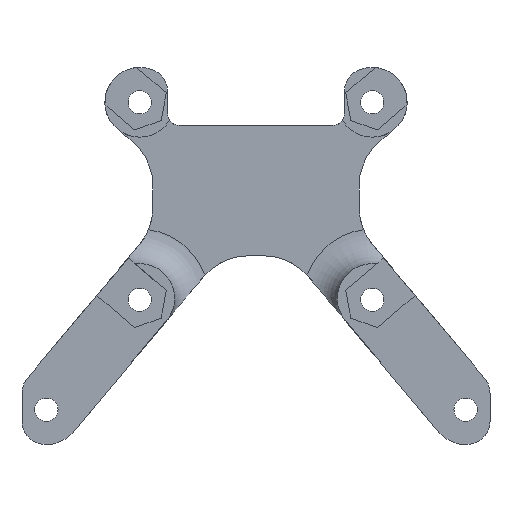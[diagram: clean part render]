
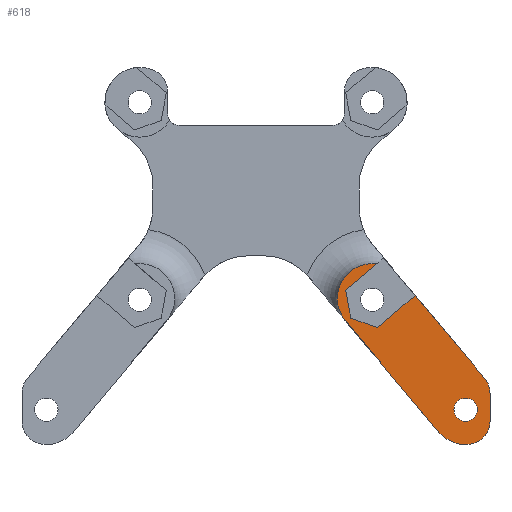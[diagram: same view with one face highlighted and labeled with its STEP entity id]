
A CAD part, front view. The second image highlights one B-rep face of the part: STEP entity #618.
In plain terms, the highlighted planar face has unit normal (0, -1, 0).
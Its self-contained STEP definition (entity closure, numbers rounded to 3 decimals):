
#8 = CARTESIAN_POINT ( 'NONE',  ( -36.06, 0., 0. ) ) ;
#26 = EDGE_CURVE ( 'NONE', #1174, #406, #2898, .T. ) ;
#29 = VERTEX_POINT ( 'NONE', #2284 ) ;
#44 = VECTOR ( 'NONE', #300, 1000. ) ;
#62 = CARTESIAN_POINT ( 'NONE',  ( 0., 0., 0. ) ) ;
#81 = CARTESIAN_POINT ( 'NONE',  ( 0., 0., 1. ) ) ;
#268 = FACE_OUTER_BOUND ( 'NONE', #1399, .T. ) ;
#282 = CIRCLE ( 'NONE', #2155, 1. ) ;
#300 = DIRECTION ( 'NONE',  ( 0.942, 0., -0.336 ) ) ;
#309 = DIRECTION ( 'NONE',  ( 0., 0., -1. ) ) ;
#365 = EDGE_CURVE ( 'NONE', #2553, #1130, #2164, .T. ) ;
#382 = EDGE_CURVE ( 'NONE', #2405, #2871, #730, .T. ) ;
#384 = AXIS2_PLACEMENT_3D ( 'NONE', #2188, #2654, #1493 ) ;
#393 = DIRECTION ( 'NONE',  ( 0.643, 0., -0.766 ) ) ;
#402 = DIRECTION ( 'NONE',  ( 0., 0., -1. ) ) ;
#406 = VERTEX_POINT ( 'NONE', #2642 ) ;
#431 = VECTOR ( 'NONE', #393, 1000. ) ;
#451 = EDGE_CURVE ( 'NONE', #2515, #2553, #3058, .T. ) ;
#534 = AXIS2_PLACEMENT_3D ( 'NONE', #2624, #1418, #1892 ) ;
#598 = ORIENTED_EDGE ( 'NONE', *, *, #365, .F. ) ;
#618 = ADVANCED_FACE ( 'NONE', ( #268, #1201 ), #2102, .T. ) ;
#631 = LINE ( 'NONE', #1110, #1036 ) ;
#667 = DIRECTION ( 'NONE',  ( 0., 0., 1. ) ) ;
#730 = CIRCLE ( 'NONE', #1951, 2. ) ;
#748 = ORIENTED_EDGE ( 'NONE', *, *, #1578, .T. ) ;
#757 = CARTESIAN_POINT ( 'NONE',  ( 0., 0., -1. ) ) ;
#826 = LINE ( 'NONE', #1751, #1123 ) ;
#828 = ORIENTED_EDGE ( 'NONE', *, *, #2694, .F. ) ;
#864 = CARTESIAN_POINT ( 'NONE',  ( 0.3, 0., -2.985 ) ) ;
#889 = ORIENTED_EDGE ( 'NONE', *, *, #1830, .T. ) ;
#951 = CARTESIAN_POINT ( 'NONE',  ( -10.314, 0., 10.265 ) ) ;
#992 = DIRECTION ( 'NONE',  ( 0., 0., -1. ) ) ;
#996 = DIRECTION ( 'NONE',  ( 0.18, 0., -0.984 ) ) ;
#1024 = AXIS2_PLACEMENT_3D ( 'NONE', #8, #2135, #1649 ) ;
#1036 = VECTOR ( 'NONE', #2248, 1000. ) ;
#1050 = DIRECTION ( 'NONE',  ( -0.643, 0., 0.766 ) ) ;
#1064 = ORIENTED_EDGE ( 'NONE', *, *, #451, .F. ) ;
#1110 = CARTESIAN_POINT ( 'NONE',  ( -4.335, 0., 9.834 ) ) ;
#1123 = VECTOR ( 'NONE', #2699, 1000. ) ;
#1130 = VERTEX_POINT ( 'NONE', #2018 ) ;
#1134 = CARTESIAN_POINT ( 'NONE',  ( 0., 0., 0. ) ) ;
#1139 = ORIENTED_EDGE ( 'NONE', *, *, #1697, .F. ) ;
#1155 = LINE ( 'NONE', #1619, #431 ) ;
#1159 = CARTESIAN_POINT ( 'NONE',  ( -7.594, 0., 7.065 ) ) ;
#1174 = VERTEX_POINT ( 'NONE', #864 ) ;
#1201 = FACE_BOUND ( 'NONE', #2584, .T. ) ;
#1215 = DIRECTION ( 'NONE',  ( 0., 1., 0. ) ) ;
#1243 = CARTESIAN_POINT ( 'NONE',  ( 0.1, 0., 1.437 ) ) ;
#1313 = EDGE_CURVE ( 'NONE', #2585, #2626, #282, .T. ) ;
#1333 = VERTEX_POINT ( 'NONE', #1159 ) ;
#1399 = EDGE_LOOP ( 'NONE', ( #1064, #1622, #2979, #2058, #2214, #2731, #748, #2714, #1139, #828, #1431, #598 ) ) ;
#1418 = DIRECTION ( 'NONE',  ( 0., 1., 0. ) ) ;
#1431 = ORIENTED_EDGE ( 'NONE', *, *, #2345, .F. ) ;
#1493 = DIRECTION ( 'NONE',  ( 0., 0., 1. ) ) ;
#1516 = CARTESIAN_POINT ( 'NONE',  ( 2.1, 0., 1.437 ) ) ;
#1523 = CIRCLE ( 'NONE', #2957, 3. ) ;
#1527 = CARTESIAN_POINT ( 'NONE',  ( -4.335, 0., 9.834 ) ) ;
#1529 = DIRECTION ( 'NONE',  ( 0., -1., 0. ) ) ;
#1578 = EDGE_CURVE ( 'NONE', #406, #2405, #826, .T. ) ;
#1581 = DIRECTION ( 'NONE',  ( 0., -1., 0. ) ) ;
#1589 = DIRECTION ( 'NONE',  ( -0.762, 0., -0.648 ) ) ;
#1618 = VECTOR ( 'NONE', #1050, 1000. ) ;
#1619 = CARTESIAN_POINT ( 'NONE',  ( -9.161, 0., 15.585 ) ) ;
#1622 = ORIENTED_EDGE ( 'NONE', *, *, #2972, .F. ) ;
#1649 = DIRECTION ( 'NONE',  ( 0., 0., -1. ) ) ;
#1697 = EDGE_CURVE ( 'NONE', #2702, #2871, #1155, .T. ) ;
#1751 = CARTESIAN_POINT ( 'NONE',  ( 2.1, 0., -4.328 ) ) ;
#1756 = DIRECTION ( 'NONE',  ( 0., 0., -1. ) ) ;
#1830 = EDGE_CURVE ( 'NONE', #2626, #2585, #2605, .T. ) ;
#1892 = DIRECTION ( 'NONE',  ( 0., 0., 1. ) ) ;
#1933 = CARTESIAN_POINT ( 'NONE',  ( -10.328, 0., 7.641 ) ) ;
#1951 = AXIS2_PLACEMENT_3D ( 'NONE', #1243, #1529, #1756 ) ;
#1956 = EDGE_CURVE ( 'NONE', #2876, #3047, #2961, .T. ) ;
#2013 = CIRCLE ( 'NONE', #384, 3. ) ;
#2018 = CARTESIAN_POINT ( 'NONE',  ( -9.878, 0., 7.88 ) ) ;
#2046 = DIRECTION ( 'NONE',  ( 0., 1., 0. ) ) ;
#2057 = CIRCLE ( 'NONE', #2912, 3. ) ;
#2058 = ORIENTED_EDGE ( 'NONE', *, *, #3052, .F. ) ;
#2075 = CARTESIAN_POINT ( 'NONE',  ( -7.633, 0., 12.543 ) ) ;
#2088 = AXIS2_PLACEMENT_3D ( 'NONE', #2098, #1581, #402 ) ;
#2090 = CARTESIAN_POINT ( 'NONE',  ( -10.314, 0., 10.265 ) ) ;
#2091 = CARTESIAN_POINT ( 'NONE',  ( -9.878, 0., 7.88 ) ) ;
#2098 = CARTESIAN_POINT ( 'NONE',  ( 0.1, 0., -0.995 ) ) ;
#2102 = PLANE ( 'NONE',  #1024 ) ;
#2135 = DIRECTION ( 'NONE',  ( 0., -1., 0. ) ) ;
#2149 = VECTOR ( 'NONE', #1589, 1000. ) ;
#2155 = AXIS2_PLACEMENT_3D ( 'NONE', #1134, #2046, #667 ) ;
#2164 = LINE ( 'NONE', #2091, #2437 ) ;
#2188 = CARTESIAN_POINT ( 'NONE',  ( -8.03, 0., 9.57 ) ) ;
#2207 = DIRECTION ( 'NONE',  ( 0., 1., 0. ) ) ;
#2213 = LINE ( 'NONE', #2991, #44 ) ;
#2214 = ORIENTED_EDGE ( 'NONE', *, *, #2672, .F. ) ;
#2248 = DIRECTION ( 'NONE',  ( 0.762, 0., 0.648 ) ) ;
#2284 = CARTESIAN_POINT ( 'NONE',  ( 0., 0., -3. ) ) ;
#2345 = EDGE_CURVE ( 'NONE', #1130, #1333, #2213, .T. ) ;
#2397 = ORIENTED_EDGE ( 'NONE', *, *, #1313, .T. ) ;
#2405 = VERTEX_POINT ( 'NONE', #1516 ) ;
#2419 = CARTESIAN_POINT ( 'NONE',  ( 0., 0., 0. ) ) ;
#2427 = CARTESIAN_POINT ( 'NONE',  ( -2.298, 0., -1.928 ) ) ;
#2437 = VECTOR ( 'NONE', #996, 1000. ) ;
#2515 = VERTEX_POINT ( 'NONE', #2075 ) ;
#2521 = CARTESIAN_POINT ( 'NONE',  ( 1.632, 0., 2.722 ) ) ;
#2553 = VERTEX_POINT ( 'NONE', #2090 ) ;
#2584 = EDGE_LOOP ( 'NONE', ( #2397, #889 ) ) ;
#2585 = VERTEX_POINT ( 'NONE', #757 ) ;
#2605 = CIRCLE ( 'NONE', #534, 1. ) ;
#2624 = CARTESIAN_POINT ( 'NONE',  ( 0., 0., 0. ) ) ;
#2626 = VERTEX_POINT ( 'NONE', #81 ) ;
#2642 = CARTESIAN_POINT ( 'NONE',  ( 2.1, 0., -0.995 ) ) ;
#2654 = DIRECTION ( 'NONE',  ( 0., 1., 0. ) ) ;
#2672 = EDGE_CURVE ( 'NONE', #1174, #29, #2057, .T. ) ;
#2694 = EDGE_CURVE ( 'NONE', #1333, #2702, #631, .T. ) ;
#2699 = DIRECTION ( 'NONE',  ( 0., 0., 1. ) ) ;
#2702 = VERTEX_POINT ( 'NONE', #1527 ) ;
#2714 = ORIENTED_EDGE ( 'NONE', *, *, #382, .T. ) ;
#2731 = ORIENTED_EDGE ( 'NONE', *, *, #26, .T. ) ;
#2871 = VERTEX_POINT ( 'NONE', #2521 ) ;
#2876 = VERTEX_POINT ( 'NONE', #2986 ) ;
#2898 = CIRCLE ( 'NONE', #2088, 2. ) ;
#2912 = AXIS2_PLACEMENT_3D ( 'NONE', #2419, #2207, #309 ) ;
#2957 = AXIS2_PLACEMENT_3D ( 'NONE', #62, #1215, #992 ) ;
#2961 = LINE ( 'NONE', #2427, #1618 ) ;
#2972 = EDGE_CURVE ( 'NONE', #3047, #2515, #2013, .T. ) ;
#2979 = ORIENTED_EDGE ( 'NONE', *, *, #1956, .F. ) ;
#2986 = CARTESIAN_POINT ( 'NONE',  ( -2.298, 0., -1.928 ) ) ;
#2991 = CARTESIAN_POINT ( 'NONE',  ( -7.594, 0., 7.065 ) ) ;
#3047 = VERTEX_POINT ( 'NONE', #1933 ) ;
#3052 = EDGE_CURVE ( 'NONE', #29, #2876, #1523, .T. ) ;
#3058 = LINE ( 'NONE', #951, #2149 ) ;
